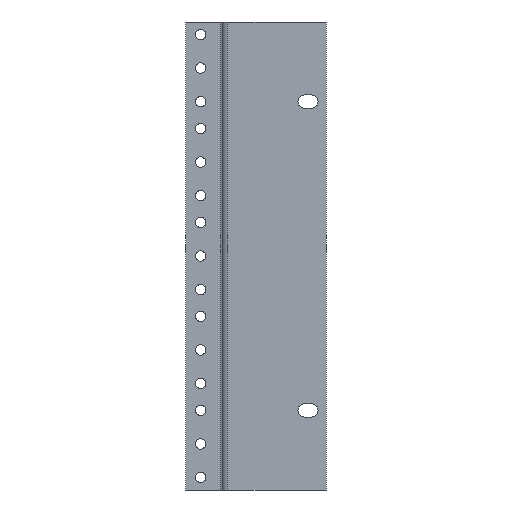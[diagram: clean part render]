
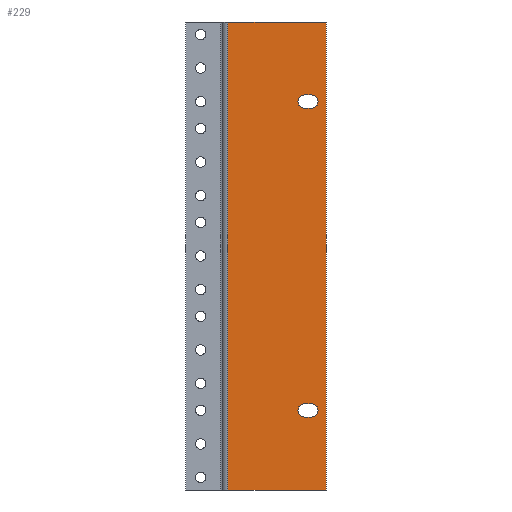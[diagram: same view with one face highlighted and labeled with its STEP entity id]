
A CAD part, front view. The second image highlights one B-rep face of the part: STEP entity #229.
In plain terms, the highlighted planar face has unit normal (0, -1, 0).
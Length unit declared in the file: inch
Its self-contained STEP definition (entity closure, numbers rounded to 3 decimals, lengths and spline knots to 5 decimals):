
#36 = DIRECTION ( 'NONE',  ( -1., 0., 0. ) ) ;
#37 = CARTESIAN_POINT ( 'NONE',  ( 0.906, 0., -3. ) ) ;
#40 = CIRCLE ( 'NONE', #538, 0.125 ) ;
#41 = FACE_OUTER_BOUND ( 'NONE', #949, .T. ) ;
#44 = VERTEX_POINT ( 'NONE', #760 ) ;
#61 = VERTEX_POINT ( 'NONE', #845 ) ;
#67 = EDGE_LOOP ( 'NONE', ( #733, #242, #956, #1185 ) ) ;
#89 = DIRECTION ( 'NONE',  ( 0., 0., -1. ) ) ;
#108 = CARTESIAN_POINT ( 'NONE',  ( 1.031, 0., -2.875 ) ) ;
#115 = CARTESIAN_POINT ( 'NONE',  ( 0.906, 0., -2.875 ) ) ;
#120 = LINE ( 'NONE', #505, #187 ) ;
#126 = EDGE_CURVE ( 'NONE', #462, #44, #1103, .T. ) ;
#128 = FACE_BOUND ( 'NONE', #1040, .T. ) ;
#131 = CARTESIAN_POINT ( 'NONE',  ( 1.3125, 0., -4.359 ) ) ;
#133 = AXIS2_PLACEMENT_3D ( 'NONE', #115, #501, #861 ) ;
#175 = DIRECTION ( 'NONE',  ( -1., 0., 0. ) ) ;
#186 = EDGE_CURVE ( 'NONE', #508, #462, #977, .T. ) ;
#187 = VECTOR ( 'NONE', #873, 39.37008 ) ;
#188 = DIRECTION ( 'NONE',  ( 0., 1., 0. ) ) ;
#192 = DIRECTION ( 'NONE',  ( 0., 1., 0. ) ) ;
#229 = ADVANCED_FACE ( 'NONE', ( #128, #601, #41 ), #323, .T. ) ;
#239 = DIRECTION ( 'NONE',  ( 0., 0., 1. ) ) ;
#242 = ORIENTED_EDGE ( 'NONE', *, *, #551, .T. ) ;
#243 = CARTESIAN_POINT ( 'NONE',  ( 1.031, 0., -2.75 ) ) ;
#248 = CARTESIAN_POINT ( 'NONE',  ( -1.3125, 0., -3. ) ) ;
#254 = ORIENTED_EDGE ( 'NONE', *, *, #739, .T. ) ;
#268 = VECTOR ( 'NONE', #703, 39.37008 ) ;
#303 = DIRECTION ( 'NONE',  ( 0., 0., -1. ) ) ;
#306 = EDGE_CURVE ( 'NONE', #361, #491, #1189, .T. ) ;
#323 = PLANE ( 'NONE',  #1049 ) ;
#360 = VECTOR ( 'NONE', #175, 39.37008 ) ;
#361 = VERTEX_POINT ( 'NONE', #37 ) ;
#368 = DIRECTION ( 'NONE',  ( -1., 0., 0. ) ) ;
#378 = ORIENTED_EDGE ( 'NONE', *, *, #836, .T. ) ;
#399 = CARTESIAN_POINT ( 'NONE',  ( -0.52469, 0., -4.359 ) ) ;
#405 = CARTESIAN_POINT ( 'NONE',  ( 1.3125, 0., -4.359 ) ) ;
#409 = VERTEX_POINT ( 'NONE', #1078 ) ;
#423 = DIRECTION ( 'NONE',  ( 0., 0., -1. ) ) ;
#434 = LINE ( 'NONE', #803, #998 ) ;
#435 = CARTESIAN_POINT ( 'NONE',  ( -1.3125, 0., 3. ) ) ;
#444 = ORIENTED_EDGE ( 'NONE', *, *, #650, .T. ) ;
#459 = CIRCLE ( 'NONE', #577, 0.125 ) ;
#462 = VERTEX_POINT ( 'NONE', #698 ) ;
#473 = DIRECTION ( 'NONE',  ( 1., 0., 0. ) ) ;
#485 = VERTEX_POINT ( 'NONE', #1160 ) ;
#489 = CARTESIAN_POINT ( 'NONE',  ( 1.031, 0., 2.875 ) ) ;
#491 = VERTEX_POINT ( 'NONE', #518 ) ;
#501 = DIRECTION ( 'NONE',  ( 0., 1., 0. ) ) ;
#505 = CARTESIAN_POINT ( 'NONE',  ( -1.3125, 0., -4.359 ) ) ;
#508 = VERTEX_POINT ( 'NONE', #891 ) ;
#509 = LINE ( 'NONE', #131, #1205 ) ;
#511 = EDGE_CURVE ( 'NONE', #491, #867, #434, .T. ) ;
#517 = VECTOR ( 'NONE', #368, 39.37008 ) ;
#518 = CARTESIAN_POINT ( 'NONE',  ( 0.906, 0., -2.75 ) ) ;
#520 = DIRECTION ( 'NONE',  ( 0., -1., 0. ) ) ;
#534 = CARTESIAN_POINT ( 'NONE',  ( -0.52469, 0., -4.359 ) ) ;
#538 = AXIS2_PLACEMENT_3D ( 'NONE', #848, #598, #1122 ) ;
#551 = EDGE_CURVE ( 'NONE', #657, #361, #645, .T. ) ;
#554 = CARTESIAN_POINT ( 'NONE',  ( -1.3125, 0., 2.75 ) ) ;
#560 = ORIENTED_EDGE ( 'NONE', *, *, #126, .T. ) ;
#577 = AXIS2_PLACEMENT_3D ( 'NONE', #108, #188, #303 ) ;
#598 = DIRECTION ( 'NONE',  ( 0., 1., 0. ) ) ;
#601 = FACE_BOUND ( 'NONE', #67, .T. ) ;
#634 = AXIS2_PLACEMENT_3D ( 'NONE', #489, #192, #89 ) ;
#645 = LINE ( 'NONE', #248, #517 ) ;
#650 = EDGE_CURVE ( 'NONE', #61, #858, #1041, .T. ) ;
#657 = VERTEX_POINT ( 'NONE', #946 ) ;
#666 = VECTOR ( 'NONE', #868, 39.37008 ) ;
#698 = CARTESIAN_POINT ( 'NONE',  ( 1.031, 0., 3. ) ) ;
#703 = DIRECTION ( 'NONE',  ( 1., 0., 0. ) ) ;
#713 = VERTEX_POINT ( 'NONE', #405 ) ;
#723 = EDGE_CURVE ( 'NONE', #867, #657, #459, .T. ) ;
#725 = EDGE_CURVE ( 'NONE', #485, #508, #40, .T. ) ;
#733 = ORIENTED_EDGE ( 'NONE', *, *, #723, .T. ) ;
#739 = EDGE_CURVE ( 'NONE', #858, #713, #120, .T. ) ;
#760 = CARTESIAN_POINT ( 'NONE',  ( 1.031, 0., 2.75 ) ) ;
#788 = CARTESIAN_POINT ( 'NONE',  ( -1.3125, 0., -4.359 ) ) ;
#803 = CARTESIAN_POINT ( 'NONE',  ( -1.3125, 0., -2.75 ) ) ;
#836 = EDGE_CURVE ( 'NONE', #713, #409, #509, .T. ) ;
#845 = CARTESIAN_POINT ( 'NONE',  ( -0.52469, 0., 4.359 ) ) ;
#848 = CARTESIAN_POINT ( 'NONE',  ( 0.906, 0., 2.875 ) ) ;
#850 = EDGE_CURVE ( 'NONE', #409, #61, #885, .T. ) ;
#858 = VERTEX_POINT ( 'NONE', #534 ) ;
#861 = DIRECTION ( 'NONE',  ( 0., 0., -1. ) ) ;
#867 = VERTEX_POINT ( 'NONE', #243 ) ;
#868 = DIRECTION ( 'NONE',  ( 0., 0., -1. ) ) ;
#873 = DIRECTION ( 'NONE',  ( 1., 0., 0. ) ) ;
#883 = VECTOR ( 'NONE', #36, 39.37008 ) ;
#885 = LINE ( 'NONE', #1173, #883 ) ;
#891 = CARTESIAN_POINT ( 'NONE',  ( 0.906, 0., 3. ) ) ;
#907 = EDGE_CURVE ( 'NONE', #44, #485, #999, .T. ) ;
#913 = ORIENTED_EDGE ( 'NONE', *, *, #850, .T. ) ;
#946 = CARTESIAN_POINT ( 'NONE',  ( 1.031, 0., -3. ) ) ;
#949 = EDGE_LOOP ( 'NONE', ( #254, #378, #913, #444 ) ) ;
#955 = ORIENTED_EDGE ( 'NONE', *, *, #725, .T. ) ;
#956 = ORIENTED_EDGE ( 'NONE', *, *, #306, .T. ) ;
#977 = LINE ( 'NONE', #435, #268 ) ;
#996 = ORIENTED_EDGE ( 'NONE', *, *, #907, .T. ) ;
#998 = VECTOR ( 'NONE', #473, 39.37008 ) ;
#999 = LINE ( 'NONE', #554, #360 ) ;
#1040 = EDGE_LOOP ( 'NONE', ( #1061, #560, #996, #955 ) ) ;
#1041 = LINE ( 'NONE', #399, #666 ) ;
#1049 = AXIS2_PLACEMENT_3D ( 'NONE', #788, #520, #423 ) ;
#1061 = ORIENTED_EDGE ( 'NONE', *, *, #186, .T. ) ;
#1078 = CARTESIAN_POINT ( 'NONE',  ( 1.3125, 0., 4.359 ) ) ;
#1103 = CIRCLE ( 'NONE', #634, 0.125 ) ;
#1122 = DIRECTION ( 'NONE',  ( 0., 0., -1. ) ) ;
#1160 = CARTESIAN_POINT ( 'NONE',  ( 0.906, 0., 2.75 ) ) ;
#1173 = CARTESIAN_POINT ( 'NONE',  ( -1.3125, 0., 4.359 ) ) ;
#1185 = ORIENTED_EDGE ( 'NONE', *, *, #511, .T. ) ;
#1189 = CIRCLE ( 'NONE', #133, 0.125 ) ;
#1205 = VECTOR ( 'NONE', #239, 39.37008 ) ;
